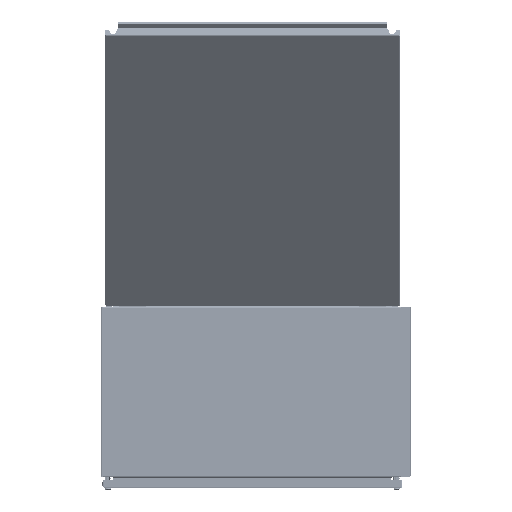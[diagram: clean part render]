
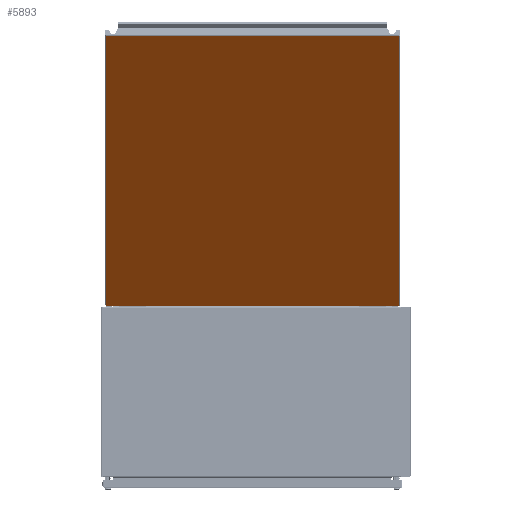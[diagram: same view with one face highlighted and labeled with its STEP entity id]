
A CAD part, left-side view. The second image highlights one B-rep face of the part: STEP entity #5893.
In plain terms, the highlighted face is planar.
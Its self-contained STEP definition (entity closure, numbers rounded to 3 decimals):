
#5893 = ADVANCED_FACE ( 'NONE', ( #126850 ), #127720, .F. ) ;
#10278 = AXIS2_PLACEMENT_3D ( 'NONE', #127714, #127723, #127724 ) ;
#100847 = CARTESIAN_POINT ( 'NONE',  ( 392.75, 325.5, 0. ) ) ;
#100867 = CARTESIAN_POINT ( 'NONE',  ( 392.75, -325.5, 0. ) ) ;
#100885 = CARTESIAN_POINT ( 'NONE',  ( -392.75, -325.5, 0. ) ) ;
#100887 = CARTESIAN_POINT ( 'NONE',  ( -392.75, 325.5, 0. ) ) ;
#100969 = LINE ( 'NONE', #102880, #100979 ) ;
#100973 = LINE ( 'NONE', #102885, #100982 ) ;
#100979 = VECTOR ( 'NONE', #102890, 1000. ) ;
#100980 = LINE ( 'NONE', #102897, #100987 ) ;
#100982 = VECTOR ( 'NONE', #102895, 1000. ) ;
#100984 = LINE ( 'NONE', #102901, #100991 ) ;
#100987 = VECTOR ( 'NONE', #102899, 1000. ) ;
#100991 = VECTOR ( 'NONE', #102904, 1000. ) ;
#102880 = CARTESIAN_POINT ( 'NONE',  ( 392.75, 325.5, 0. ) ) ;
#102885 = CARTESIAN_POINT ( 'NONE',  ( 393.5, -325.5, 0. ) ) ;
#102890 = DIRECTION ( 'NONE',  ( 0., -1., 0. ) ) ;
#102895 = DIRECTION ( 'NONE',  ( -1., 0., 0. ) ) ;
#102897 = CARTESIAN_POINT ( 'NONE',  ( -392.75, -325.5, 0. ) ) ;
#102899 = DIRECTION ( 'NONE',  ( 0., 1., 0. ) ) ;
#102901 = CARTESIAN_POINT ( 'NONE',  ( -393.5, 325.5, 0. ) ) ;
#102904 = DIRECTION ( 'NONE',  ( 1., 0., 0. ) ) ;
#110167 = EDGE_CURVE ( 'NONE', #110959, #110969, #100969, .T. ) ;
#110169 = EDGE_CURVE ( 'NONE', #110969, #110977, #100973, .T. ) ;
#110171 = EDGE_CURVE ( 'NONE', #110977, #110980, #100980, .T. ) ;
#110174 = EDGE_CURVE ( 'NONE', #110980, #110959, #100984, .T. ) ;
#110959 = VERTEX_POINT ( 'NONE', #100847 ) ;
#110969 = VERTEX_POINT ( 'NONE', #100867 ) ;
#110977 = VERTEX_POINT ( 'NONE', #100885 ) ;
#110980 = VERTEX_POINT ( 'NONE', #100887 ) ;
#123268 = EDGE_LOOP ( 'NONE', ( #160265, #160266, #160267, #160268 ) ) ;
#126850 = FACE_OUTER_BOUND ( 'NONE', #123268, .T. ) ;
#127714 = CARTESIAN_POINT ( 'NONE',  ( -393.5, -326.25, 0. ) ) ;
#127720 = PLANE ( 'NONE',  #10278 ) ;
#127723 = DIRECTION ( 'NONE',  ( 0., 0., 1. ) ) ;
#127724 = DIRECTION ( 'NONE',  ( 1., 0., 0. ) ) ;
#160265 = ORIENTED_EDGE ( 'NONE', *, *, #110167, .T. ) ;
#160266 = ORIENTED_EDGE ( 'NONE', *, *, #110169, .T. ) ;
#160267 = ORIENTED_EDGE ( 'NONE', *, *, #110171, .T. ) ;
#160268 = ORIENTED_EDGE ( 'NONE', *, *, #110174, .T. ) ;
